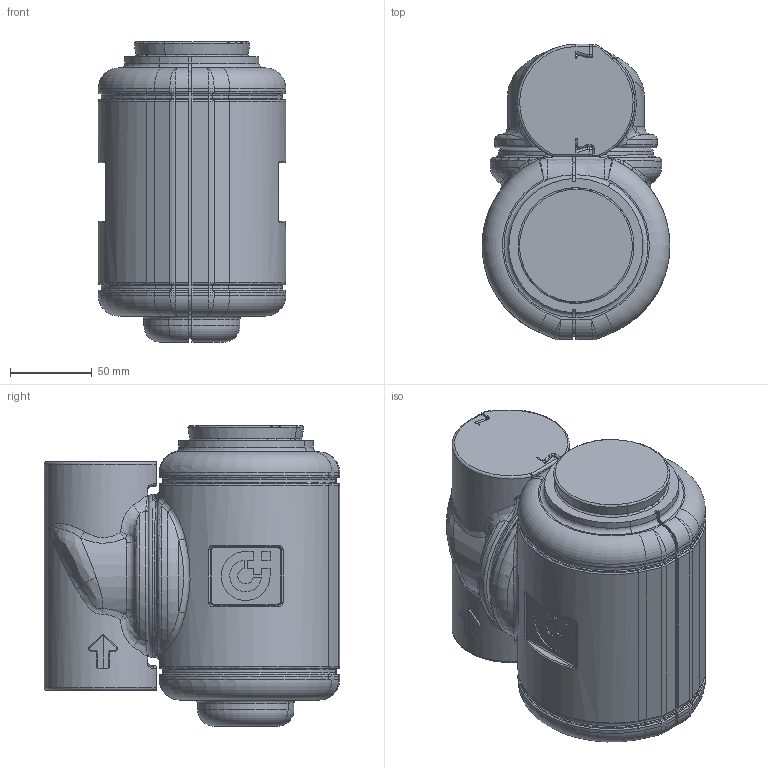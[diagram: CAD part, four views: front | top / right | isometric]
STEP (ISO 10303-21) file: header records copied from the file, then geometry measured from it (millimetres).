
FILE_DESCRIPTION(('CATIA V5 STEP Exchange','CAx-IF Rec.Pracs.--- Model Styling and Organization---1.5--- 2016-08-15','CAx-IF Rec.Pracs.---Supplemental Geometry---1.0---2011-11-01','CAx-IF Rec.Pracs.--- Composite Materials ---3.4---2017-06-13','CAx-IF Rec.Pracs.---Tessellated 3D Geometry---1.0---2015-12-17'),'2;1');
FILE_NAME('STEP_CBN551202_-_TST.stp','2025-09-09T11:46:40+00:00',('none'),('none'),'CATIA Version 5-6 Release 2020 SP5','CATIA V5 STEP AP242 v2','none');
FILE_SCHEMA(('AP242_MANAGED_MODEL_BASED_3D_ENGINEERING_MIM_LF {1 0 10303 442 1 1 4}'));
Length unit declared in the file: millimetre
Products named in the file (1): CBN551202 - TST
Bounding box: 114.97 x 181 x 184 mm (x, y, z)
Volume: 2292840.4 mm3; surface area: 121256.3 mm2
Topology: 1 solids, 3 shells, 780 faces, 1870 edges, 1061 vertices
Faces by surface type: cylinder 247, plane 199, bspline 164, torus 112, cone 36, sphere 20, extrusion 2
Entity records: 33750 total; most frequent: CARTESIAN_POINT 18134, ORIENTED_EDGE 3648, DIRECTION 2281, EDGE_CURVE 1824, VERTEX_POINT 1061, AXIS2_PLACEMENT_3D 1039, EDGE_LOOP 791, ADVANCED_FACE 780
